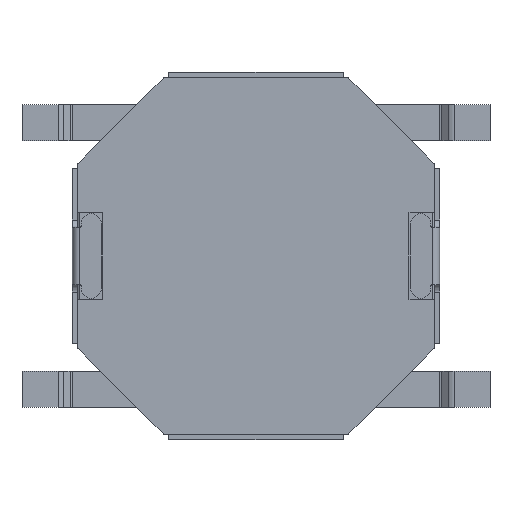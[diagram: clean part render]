
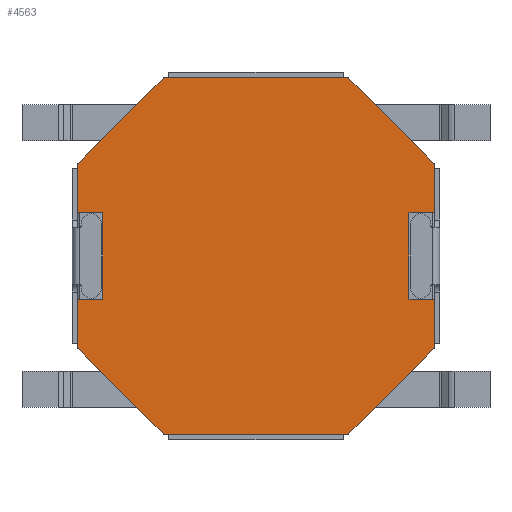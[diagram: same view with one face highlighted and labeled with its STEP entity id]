
A CAD part, front view. The second image highlights one B-rep face of the part: STEP entity #4563.
In plain terms, the highlighted planar face has unit normal (0, -1, 0).
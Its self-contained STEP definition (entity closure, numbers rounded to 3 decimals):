
#190=FACE_OUTER_BOUND('',#477,.T.);
#477=EDGE_LOOP('',(#3038,#3039,#3040,#3041,#3042,#3043,#3044,#3045,#3046,
#3047,#3048,#3049,#3050,#3051,#3052,#3053,#3054,#3055,#3056,#3057,#3058,
#3059,#3060,#3061));
#769=CIRCLE('',#4871,0.025);
#770=CIRCLE('',#4872,0.025);
#771=CIRCLE('',#4873,0.025);
#772=CIRCLE('',#4874,0.025);
#773=CIRCLE('',#4875,0.025);
#774=CIRCLE('',#4876,0.025);
#775=CIRCLE('',#4877,0.025);
#776=CIRCLE('',#4878,0.025);
#1022=LINE('',#6941,#1467);
#1023=LINE('',#6945,#1468);
#1024=LINE('',#6949,#1469);
#1025=LINE('',#6951,#1470);
#1026=LINE('',#6953,#1471);
#1027=LINE('',#6955,#1472);
#1028=LINE('',#6957,#1473);
#1029=LINE('',#6961,#1474);
#1030=LINE('',#6965,#1475);
#1031=LINE('',#6969,#1476);
#1032=LINE('',#6973,#1477);
#1033=LINE('',#6975,#1478);
#1034=LINE('',#6977,#1479);
#1035=LINE('',#6979,#1480);
#1036=LINE('',#6981,#1481);
#1037=LINE('',#6985,#1482);
#1467=VECTOR('',#5414,1000.);
#1468=VECTOR('',#5417,1000.);
#1469=VECTOR('',#5420,1000.);
#1470=VECTOR('',#5421,1000.);
#1471=VECTOR('',#5422,1000.);
#1472=VECTOR('',#5423,1000.);
#1473=VECTOR('',#5424,1000.);
#1474=VECTOR('',#5427,1000.);
#1475=VECTOR('',#5430,1000.);
#1476=VECTOR('',#5433,1000.);
#1477=VECTOR('',#5436,1000.);
#1478=VECTOR('',#5437,1000.);
#1479=VECTOR('',#5438,1000.);
#1480=VECTOR('',#5439,1000.);
#1481=VECTOR('',#5440,1000.);
#1482=VECTOR('',#5443,1000.);
#1912=VERTEX_POINT('',#6939);
#1913=VERTEX_POINT('',#6940);
#1914=VERTEX_POINT('',#6942);
#1915=VERTEX_POINT('',#6944);
#1916=VERTEX_POINT('',#6946);
#1917=VERTEX_POINT('',#6948);
#1918=VERTEX_POINT('',#6950);
#1919=VERTEX_POINT('',#6952);
#1920=VERTEX_POINT('',#6954);
#1921=VERTEX_POINT('',#6956);
#1922=VERTEX_POINT('',#6958);
#1923=VERTEX_POINT('',#6960);
#1924=VERTEX_POINT('',#6962);
#1925=VERTEX_POINT('',#6964);
#1926=VERTEX_POINT('',#6966);
#1927=VERTEX_POINT('',#6968);
#1928=VERTEX_POINT('',#6970);
#1929=VERTEX_POINT('',#6972);
#1930=VERTEX_POINT('',#6974);
#1931=VERTEX_POINT('',#6976);
#1932=VERTEX_POINT('',#6978);
#1933=VERTEX_POINT('',#6980);
#1934=VERTEX_POINT('',#6982);
#1935=VERTEX_POINT('',#6984);
#2340=EDGE_CURVE('',#1912,#1913,#1022,.T.);
#2341=EDGE_CURVE('',#1912,#1914,#769,.T.);
#2342=EDGE_CURVE('',#1915,#1914,#1023,.T.);
#2343=EDGE_CURVE('',#1915,#1916,#770,.T.);
#2344=EDGE_CURVE('',#1917,#1916,#1024,.T.);
#2345=EDGE_CURVE('',#1918,#1917,#1025,.T.);
#2346=EDGE_CURVE('',#1919,#1918,#1026,.T.);
#2347=EDGE_CURVE('',#1920,#1919,#1027,.T.);
#2348=EDGE_CURVE('',#1921,#1920,#1028,.T.);
#2349=EDGE_CURVE('',#1921,#1922,#771,.T.);
#2350=EDGE_CURVE('',#1923,#1922,#1029,.T.);
#2351=EDGE_CURVE('',#1923,#1924,#772,.T.);
#2352=EDGE_CURVE('',#1925,#1924,#1030,.T.);
#2353=EDGE_CURVE('',#1925,#1926,#773,.T.);
#2354=EDGE_CURVE('',#1927,#1926,#1031,.T.);
#2355=EDGE_CURVE('',#1927,#1928,#774,.T.);
#2356=EDGE_CURVE('',#1929,#1928,#1032,.T.);
#2357=EDGE_CURVE('',#1930,#1929,#1033,.T.);
#2358=EDGE_CURVE('',#1931,#1930,#1034,.T.);
#2359=EDGE_CURVE('',#1932,#1931,#1035,.T.);
#2360=EDGE_CURVE('',#1933,#1932,#1036,.T.);
#2361=EDGE_CURVE('',#1933,#1934,#775,.T.);
#2362=EDGE_CURVE('',#1935,#1934,#1037,.T.);
#2363=EDGE_CURVE('',#1935,#1913,#776,.T.);
#3038=ORIENTED_EDGE('',*,*,#2340,.F.);
#3039=ORIENTED_EDGE('',*,*,#2341,.T.);
#3040=ORIENTED_EDGE('',*,*,#2342,.F.);
#3041=ORIENTED_EDGE('',*,*,#2343,.T.);
#3042=ORIENTED_EDGE('',*,*,#2344,.F.);
#3043=ORIENTED_EDGE('',*,*,#2345,.F.);
#3044=ORIENTED_EDGE('',*,*,#2346,.F.);
#3045=ORIENTED_EDGE('',*,*,#2347,.F.);
#3046=ORIENTED_EDGE('',*,*,#2348,.F.);
#3047=ORIENTED_EDGE('',*,*,#2349,.T.);
#3048=ORIENTED_EDGE('',*,*,#2350,.F.);
#3049=ORIENTED_EDGE('',*,*,#2351,.T.);
#3050=ORIENTED_EDGE('',*,*,#2352,.F.);
#3051=ORIENTED_EDGE('',*,*,#2353,.T.);
#3052=ORIENTED_EDGE('',*,*,#2354,.F.);
#3053=ORIENTED_EDGE('',*,*,#2355,.T.);
#3054=ORIENTED_EDGE('',*,*,#2356,.F.);
#3055=ORIENTED_EDGE('',*,*,#2357,.F.);
#3056=ORIENTED_EDGE('',*,*,#2358,.F.);
#3057=ORIENTED_EDGE('',*,*,#2359,.F.);
#3058=ORIENTED_EDGE('',*,*,#2360,.F.);
#3059=ORIENTED_EDGE('',*,*,#2361,.T.);
#3060=ORIENTED_EDGE('',*,*,#2362,.F.);
#3061=ORIENTED_EDGE('',*,*,#2363,.T.);
#4434=PLANE('',#4870);
#4563=ADVANCED_FACE('',(#190),#4434,.F.);
#4870=AXIS2_PLACEMENT_3D('',#6938,#5412,#5413);
#4871=AXIS2_PLACEMENT_3D('',#6943,#5415,#5416);
#4872=AXIS2_PLACEMENT_3D('',#6947,#5418,#5419);
#4873=AXIS2_PLACEMENT_3D('',#6959,#5425,#5426);
#4874=AXIS2_PLACEMENT_3D('',#6963,#5428,#5429);
#4875=AXIS2_PLACEMENT_3D('',#6967,#5431,#5432);
#4876=AXIS2_PLACEMENT_3D('',#6971,#5434,#5435);
#4877=AXIS2_PLACEMENT_3D('',#6983,#5441,#5442);
#4878=AXIS2_PLACEMENT_3D('',#6986,#5444,#5445);
#5412=DIRECTION('center_axis',(0.,1.,0.));
#5413=DIRECTION('ref_axis',(0.,0.,1.));
#5414=DIRECTION('',(1.,0.,0.));
#5415=DIRECTION('center_axis',(0.,-1.,0.));
#5416=DIRECTION('ref_axis',(0.,0.,1.));
#5417=DIRECTION('',(0.707,0.,0.707));
#5418=DIRECTION('center_axis',(0.,-1.,0.));
#5419=DIRECTION('ref_axis',(0.,0.,1.));
#5420=DIRECTION('',(0.,0.,1.));
#5421=DIRECTION('',(-1.,0.,0.));
#5422=DIRECTION('',(0.,0.,1.));
#5423=DIRECTION('',(1.,0.,0.));
#5424=DIRECTION('',(0.,0.,1.));
#5425=DIRECTION('center_axis',(0.,-1.,0.));
#5426=DIRECTION('ref_axis',(0.,0.,1.));
#5427=DIRECTION('',(-0.707,0.,0.707));
#5428=DIRECTION('center_axis',(0.,-1.,0.));
#5429=DIRECTION('ref_axis',(0.,0.,1.));
#5430=DIRECTION('',(-1.,0.,0.));
#5431=DIRECTION('center_axis',(0.,-1.,0.));
#5432=DIRECTION('ref_axis',(0.,0.,1.));
#5433=DIRECTION('',(-0.707,0.,-0.707));
#5434=DIRECTION('center_axis',(0.,-1.,0.));
#5435=DIRECTION('ref_axis',(0.,0.,1.));
#5436=DIRECTION('',(0.,0.,-1.));
#5437=DIRECTION('',(1.,0.,0.));
#5438=DIRECTION('',(0.,0.,-1.));
#5439=DIRECTION('',(-1.,0.,0.));
#5440=DIRECTION('',(0.,0.,-1.));
#5441=DIRECTION('center_axis',(0.,-1.,0.));
#5442=DIRECTION('ref_axis',(0.,0.,1.));
#5443=DIRECTION('',(0.707,0.,-0.707));
#5444=DIRECTION('center_axis',(0.,-1.,0.));
#5445=DIRECTION('ref_axis',(0.,0.,1.));
#6938=CARTESIAN_POINT('Origin',(0.,0.,0.));
#6939=CARTESIAN_POINT('',(-1.273,0.,2.475));
#6940=CARTESIAN_POINT('',(1.273,0.,2.475));
#6941=CARTESIAN_POINT('',(1.284,0.,2.475));
#6942=CARTESIAN_POINT('',(-1.291,0.,2.468));
#6943=CARTESIAN_POINT('Origin',(-1.273,0.,2.45));
#6944=CARTESIAN_POINT('',(-2.468,0.,1.291));
#6945=CARTESIAN_POINT('',(-2.475,0.,1.284));
#6946=CARTESIAN_POINT('',(-2.475,0.,1.273));
#6947=CARTESIAN_POINT('Origin',(-2.45,0.,1.273));
#6948=CARTESIAN_POINT('',(-2.475,0.,0.6));
#6949=CARTESIAN_POINT('',(-2.475,0.,-1.284));
#6950=CARTESIAN_POINT('',(-2.125,0.,0.6));
#6951=CARTESIAN_POINT('',(-2.475,0.,0.6));
#6952=CARTESIAN_POINT('',(-2.125,0.,-0.6));
#6953=CARTESIAN_POINT('',(-2.125,0.,0.6));
#6954=CARTESIAN_POINT('',(-2.475,0.,-0.6));
#6955=CARTESIAN_POINT('',(-2.475,0.,-0.6));
#6956=CARTESIAN_POINT('',(-2.475,0.,-1.273));
#6957=CARTESIAN_POINT('',(-2.475,0.,-1.284));
#6958=CARTESIAN_POINT('',(-2.468,0.,-1.291));
#6959=CARTESIAN_POINT('Origin',(-2.45,0.,-1.273));
#6960=CARTESIAN_POINT('',(-1.291,0.,-2.468));
#6961=CARTESIAN_POINT('',(-1.284,0.,-2.475));
#6962=CARTESIAN_POINT('',(-1.273,0.,-2.475));
#6963=CARTESIAN_POINT('Origin',(-1.273,0.,-2.45));
#6964=CARTESIAN_POINT('',(1.273,0.,-2.475));
#6965=CARTESIAN_POINT('',(1.284,0.,-2.475));
#6966=CARTESIAN_POINT('',(1.291,0.,-2.468));
#6967=CARTESIAN_POINT('Origin',(1.273,0.,-2.45));
#6968=CARTESIAN_POINT('',(2.468,0.,-1.291));
#6969=CARTESIAN_POINT('',(2.475,0.,-1.284));
#6970=CARTESIAN_POINT('',(2.475,0.,-1.273));
#6971=CARTESIAN_POINT('Origin',(2.45,0.,-1.273));
#6972=CARTESIAN_POINT('',(2.475,0.,-0.6));
#6973=CARTESIAN_POINT('',(2.475,0.,-1.284));
#6974=CARTESIAN_POINT('',(2.125,0.,-0.6));
#6975=CARTESIAN_POINT('',(2.475,0.,-0.6));
#6976=CARTESIAN_POINT('',(2.125,0.,0.6));
#6977=CARTESIAN_POINT('',(2.125,0.,0.6));
#6978=CARTESIAN_POINT('',(2.475,0.,0.6));
#6979=CARTESIAN_POINT('',(2.475,0.,0.6));
#6980=CARTESIAN_POINT('',(2.475,0.,1.273));
#6981=CARTESIAN_POINT('',(2.475,0.,-1.284));
#6982=CARTESIAN_POINT('',(2.468,0.,1.291));
#6983=CARTESIAN_POINT('Origin',(2.45,0.,1.273));
#6984=CARTESIAN_POINT('',(1.291,0.,2.468));
#6985=CARTESIAN_POINT('',(1.284,0.,2.475));
#6986=CARTESIAN_POINT('Origin',(1.273,0.,2.45));
